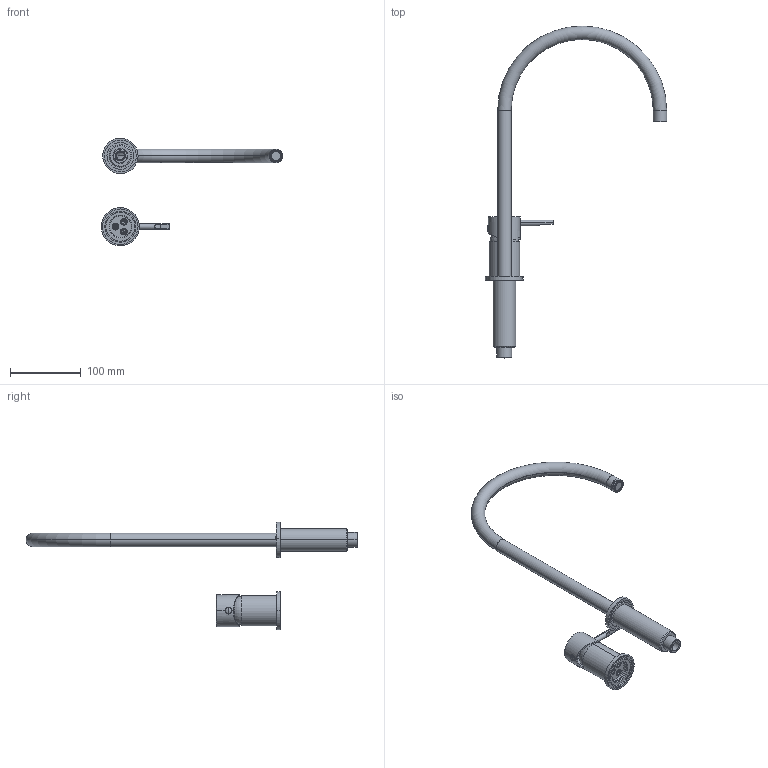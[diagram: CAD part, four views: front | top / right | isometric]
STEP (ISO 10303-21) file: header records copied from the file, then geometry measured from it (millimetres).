
FILE_DESCRIPTION (( 'STEP AP203' ), '1' );
FILE_NAME ('39EP11446.STEP', '2024-12-30T06:35:55', ( '' ), ( '' ), 'SwSTEP 2.0', 'SolidWorks 2021', '' );
FILE_SCHEMA (( 'CONFIG_CONTROL_DESIGN' ));
Length unit declared in the file: millimetre
Products named in the file (1): 39EP11446
Bounding box: 256.5 x 469.35 x 151.96 mm (x, y, z)
Volume: 160306.2 mm3; surface area: 128626.5 mm2
Topology: 8 solids, 8 shells, 438 faces, 1026 edges, 616 vertices
Faces by surface type: cylinder 163, plane 115, cone 58, bspline 48, torus 33, sphere 21
Entity records: 16180 total; most frequent: CARTESIAN_POINT 6362, DIRECTION 2101, ORIENTED_EDGE 2020, EDGE_CURVE 1010, AXIS2_PLACEMENT_3D 855, VERTEX_POINT 616, EDGE_LOOP 484, CIRCLE 464
